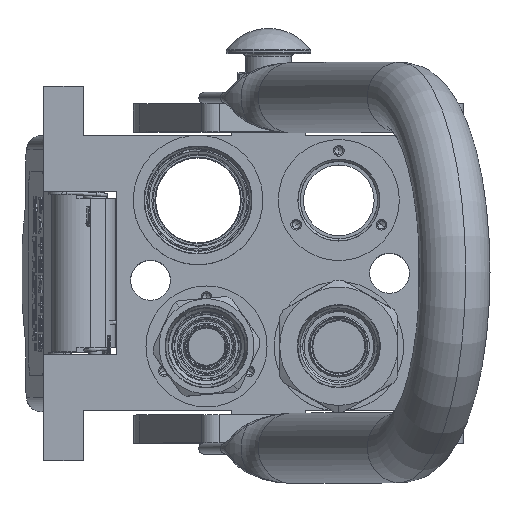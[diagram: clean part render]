
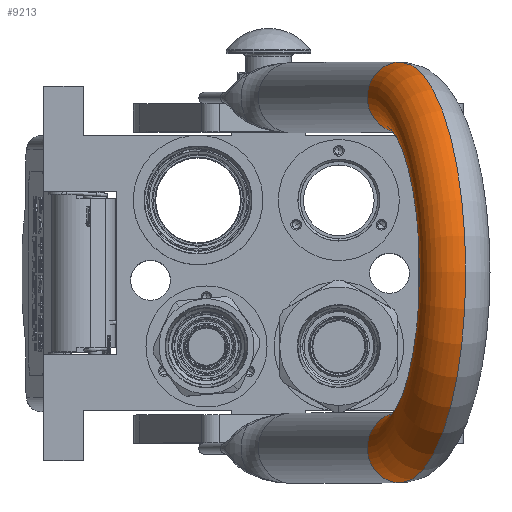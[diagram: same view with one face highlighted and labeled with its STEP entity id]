
A CAD part, top view. The second image highlights one B-rep face of the part: STEP entity #9213.
In plain terms, the highlighted toroidal (fillet/blend) face has major radius 62.25 mm and minor radius 12.5 mm.
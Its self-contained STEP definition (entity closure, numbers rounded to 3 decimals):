
#630 = ORIENTED_EDGE ( 'NONE', *, *, #81157, .T. ) ;
#2287 = EDGE_CURVE ( 'NONE', #26399, #89565, #53378, .T. ) ;
#2314 = VERTEX_POINT ( 'NONE', #129318 ) ;
#7413 = DIRECTION ( 'NONE',  ( -1., 0., 0. ) ) ;
#9089 = CARTESIAN_POINT ( 'NONE',  ( 74.75, 0., 125.25 ) ) ;
#9213 = ADVANCED_FACE ( 'NONE', ( #122389 ), #56698, .T. ) ;
#10510 = CARTESIAN_POINT ( 'NONE',  ( -74.75, 0., 125.25 ) ) ;
#12632 = EDGE_CURVE ( 'NONE', #66233, #2314, #96661, .T. ) ;
#21179 = CIRCLE ( 'NONE', #123869, 74.75 ) ;
#26399 = VERTEX_POINT ( 'NONE', #9089 ) ;
#28643 = DIRECTION ( 'NONE',  ( 0., 0., 1. ) ) ;
#30351 = AXIS2_PLACEMENT_3D ( 'NONE', #111809, #28643, #62003 ) ;
#37434 = ORIENTED_EDGE ( 'NONE', *, *, #2287, .F. ) ;
#45104 = DIRECTION ( 'NONE',  ( 1., 0., 0. ) ) ;
#52943 = DIRECTION ( 'NONE',  ( 0., 0., -1. ) ) ;
#53378 = CIRCLE ( 'NONE', #104059, 12.5 ) ;
#56698 = TOROIDAL_SURFACE ( 'NONE', #59556, 62.25, 12.5 ) ;
#58051 = EDGE_LOOP ( 'NONE', ( #630, #37434, #91581, #63850 ) ) ;
#59556 = AXIS2_PLACEMENT_3D ( 'NONE', #65478, #76560, #45104 ) ;
#60925 = EDGE_CURVE ( 'NONE', #66233, #26399, #21179, .T. ) ;
#62003 = DIRECTION ( 'NONE',  ( -1., 0., 0. ) ) ;
#63850 = ORIENTED_EDGE ( 'NONE', *, *, #12632, .T. ) ;
#65478 = CARTESIAN_POINT ( 'NONE',  ( 0., 0., 125.25 ) ) ;
#66233 = VERTEX_POINT ( 'NONE', #10510 ) ;
#73821 = CIRCLE ( 'NONE', #117141, 49.75 ) ;
#76560 = DIRECTION ( 'NONE',  ( 0., 1., 0. ) ) ;
#81157 = EDGE_CURVE ( 'NONE', #2314, #89565, #73821, .T. ) ;
#89565 = VERTEX_POINT ( 'NONE', #135673 ) ;
#91581 = ORIENTED_EDGE ( 'NONE', *, *, #60925, .F. ) ;
#95986 = CARTESIAN_POINT ( 'NONE',  ( 62.25, 0., 125.25 ) ) ;
#96661 = CIRCLE ( 'NONE', #30351, 12.5 ) ;
#104059 = AXIS2_PLACEMENT_3D ( 'NONE', #95986, #52943, #130248 ) ;
#111809 = CARTESIAN_POINT ( 'NONE',  ( -62.25, 0., 125.25 ) ) ;
#117141 = AXIS2_PLACEMENT_3D ( 'NONE', #129805, #140893, #117719 ) ;
#117719 = DIRECTION ( 'NONE',  ( -1., 0., 0. ) ) ;
#122389 = FACE_OUTER_BOUND ( 'NONE', #58051, .T. ) ;
#123869 = AXIS2_PLACEMENT_3D ( 'NONE', #128714, #139808, #7413 ) ;
#128714 = CARTESIAN_POINT ( 'NONE',  ( 0., 0., 125.25 ) ) ;
#129318 = CARTESIAN_POINT ( 'NONE',  ( -49.75, 0., 125.25 ) ) ;
#129805 = CARTESIAN_POINT ( 'NONE',  ( 0., 0., 125.25 ) ) ;
#130248 = DIRECTION ( 'NONE',  ( 1., 0., 0. ) ) ;
#135673 = CARTESIAN_POINT ( 'NONE',  ( 49.75, 0., 125.25 ) ) ;
#139808 = DIRECTION ( 'NONE',  ( 0., 1., 0. ) ) ;
#140893 = DIRECTION ( 'NONE',  ( 0., 1., 0. ) ) ;
